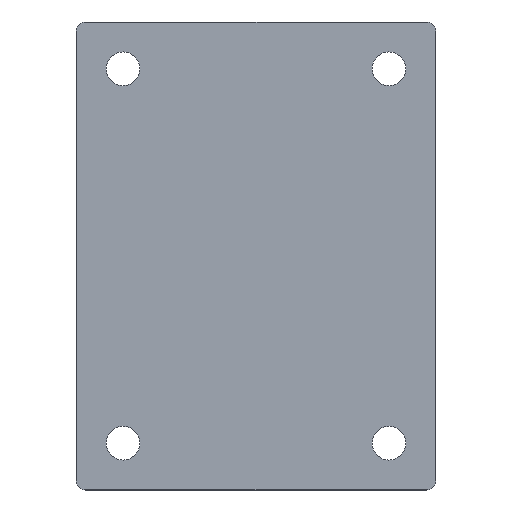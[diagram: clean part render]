
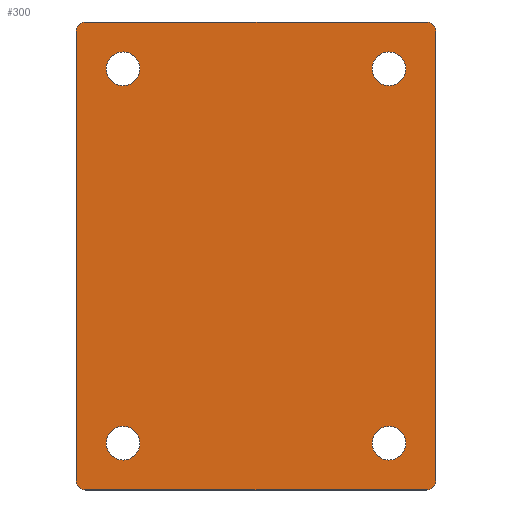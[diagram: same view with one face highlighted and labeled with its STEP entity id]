
A CAD part, top view. The second image highlights one B-rep face of the part: STEP entity #300.
In plain terms, the highlighted planar face has unit normal (0, 0, 1).
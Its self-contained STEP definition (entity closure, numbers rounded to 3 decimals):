
#3 = AXIS2_PLACEMENT_3D ( 'NONE', #592, #590, #589 ) ;
#4 = CIRCLE ( 'NONE', #38, 4.5 ) ;
#7 = VECTOR ( 'NONE', #319, 1000. ) ;
#9 = AXIS2_PLACEMENT_3D ( 'NONE', #342, #339, #338 ) ;
#13 = CIRCLE ( 'NONE', #28, 4.5 ) ;
#14 = AXIS2_PLACEMENT_3D ( 'NONE', #576, #574, #572 ) ;
#16 = CIRCLE ( 'NONE', #35, 4.5 ) ;
#25 = CIRCLE ( 'NONE', #9, 4.5 ) ;
#28 = AXIS2_PLACEMENT_3D ( 'NONE', #324, #322, #321 ) ;
#34 = VECTOR ( 'NONE', #636, 1000. ) ;
#35 = AXIS2_PLACEMENT_3D ( 'NONE', #647, #646, #645 ) ;
#36 = VECTOR ( 'NONE', #591, 1000. ) ;
#38 = AXIS2_PLACEMENT_3D ( 'NONE', #356, #355, #352 ) ;
#73 = AXIS2_PLACEMENT_3D ( 'NONE', #564, #562, #560 ) ;
#76 = AXIS2_PLACEMENT_3D ( 'NONE', #567, #566, #565 ) ;
#77 = AXIS2_PLACEMENT_3D ( 'NONE', #582, #581, #580 ) ;
#78 = CIRCLE ( 'NONE', #14, 2.5 ) ;
#79 = CIRCLE ( 'NONE', #3, 4.5 ) ;
#81 = AXIS2_PLACEMENT_3D ( 'NONE', #588, #587, #584 ) ;
#82 = CIRCLE ( 'NONE', #81, 2.5 ) ;
#83 = CIRCLE ( 'NONE', #84, 4.5 ) ;
#84 = AXIS2_PLACEMENT_3D ( 'NONE', #561, #559, #558 ) ;
#85 = AXIS2_PLACEMENT_3D ( 'NONE', #595, #594, #593 ) ;
#86 = CIRCLE ( 'NONE', #85, 4.5 ) ;
#88 = CIRCLE ( 'NONE', #95, 4.5 ) ;
#91 = CIRCLE ( 'NONE', #77, 2.5 ) ;
#95 = AXIS2_PLACEMENT_3D ( 'NONE', #573, #571, #568 ) ;
#97 = CIRCLE ( 'NONE', #76, 2.5 ) ;
#104 = VECTOR ( 'NONE', #658, 1000. ) ;
#116 = EDGE_CURVE ( 'NONE', #386, #401, #4, .T. ) ;
#119 = EDGE_CURVE ( 'NONE', #418, #391, #25, .T. ) ;
#122 = EDGE_CURVE ( 'NONE', #403, #396, #13, .T. ) ;
#123 = EDGE_CURVE ( 'NONE', #405, #414, #332, .T. ) ;
#129 = EDGE_CURVE ( 'NONE', #393, #402, #665, .T. ) ;
#134 = EDGE_CURVE ( 'NONE', #390, #387, #654, .T. ) ;
#136 = EDGE_CURVE ( 'NONE', #392, #394, #16, .T. ) ;
#140 = EDGE_CURVE ( 'NONE', #407, #406, #648, .T. ) ;
#151 = CARTESIAN_POINT ( 'NONE',  ( -45.5, 62.5, 0. ) ) ;
#171 = CARTESIAN_POINT ( 'NONE',  ( 48., 60., 0. ) ) ;
#172 = CARTESIAN_POINT ( 'NONE',  ( 31., -50., 0. ) ) ;
#173 = CARTESIAN_POINT ( 'NONE',  ( 45.5, 62.5, 0. ) ) ;
#175 = CARTESIAN_POINT ( 'NONE',  ( 48., -60., 0. ) ) ;
#178 = CARTESIAN_POINT ( 'NONE',  ( 31., 50., 0. ) ) ;
#188 = CARTESIAN_POINT ( 'NONE',  ( -48., -60., 0. ) ) ;
#206 = CARTESIAN_POINT ( 'NONE',  ( -48., 60., 0. ) ) ;
#214 = CARTESIAN_POINT ( 'NONE',  ( -45.5, -62.5, 0. ) ) ;
#219 = CARTESIAN_POINT ( 'NONE',  ( 45.5, -62.5, 0. ) ) ;
#226 = CARTESIAN_POINT ( 'NONE',  ( -31., -50., 0. ) ) ;
#246 = CARTESIAN_POINT ( 'NONE',  ( 40., 50., 0. ) ) ;
#255 = CARTESIAN_POINT ( 'NONE',  ( -40., -50., 0. ) ) ;
#266 = CARTESIAN_POINT ( 'NONE',  ( -40., 50., 0. ) ) ;
#268 = CARTESIAN_POINT ( 'NONE',  ( -31., 50., 0. ) ) ;
#279 = CARTESIAN_POINT ( 'NONE',  ( 40., -50., 0. ) ) ;
#292 = EDGE_CURVE ( 'NONE', #394, #392, #86, .T. ) ;
#293 = EDGE_CURVE ( 'NONE', #401, #386, #79, .T. ) ;
#294 = EDGE_CURVE ( 'NONE', #391, #418, #88, .T. ) ;
#295 = EDGE_CURVE ( 'NONE', #396, #403, #83, .T. ) ;
#296 = EDGE_CURVE ( 'NONE', #402, #405, #82, .T. ) ;
#297 = EDGE_CURVE ( 'NONE', #414, #407, #91, .T. ) ;
#298 = EDGE_CURVE ( 'NONE', #406, #390, #78, .T. ) ;
#299 = EDGE_CURVE ( 'NONE', #387, #393, #97, .T. ) ;
#300 = ADVANCED_FACE ( 'NONE', ( #570, #583, #577, #578, #569 ), #563, .F. ) ;
#319 = DIRECTION ( 'NONE',  ( 0., -1., 0. ) ) ;
#321 = DIRECTION ( 'NONE',  ( 1., 0., 0. ) ) ;
#322 = DIRECTION ( 'NONE',  ( 0., 0., 1. ) ) ;
#324 = CARTESIAN_POINT ( 'NONE',  ( -35.5, 50., 0. ) ) ;
#332 = LINE ( 'NONE', #351, #7 ) ;
#338 = DIRECTION ( 'NONE',  ( -1., 0., 0. ) ) ;
#339 = DIRECTION ( 'NONE',  ( 0., 0., 1. ) ) ;
#342 = CARTESIAN_POINT ( 'NONE',  ( 35.5, 50., 0. ) ) ;
#343 = ORIENTED_EDGE ( 'NONE', *, *, #134, .T. ) ;
#351 = CARTESIAN_POINT ( 'NONE',  ( -48., -62.5, 0. ) ) ;
#352 = DIRECTION ( 'NONE',  ( 1., 0., 0. ) ) ;
#355 = DIRECTION ( 'NONE',  ( 0., 0., 1. ) ) ;
#356 = CARTESIAN_POINT ( 'NONE',  ( 35.5, -50., 0. ) ) ;
#375 = ORIENTED_EDGE ( 'NONE', *, *, #140, .T. ) ;
#386 = VERTEX_POINT ( 'NONE', #172 ) ;
#387 = VERTEX_POINT ( 'NONE', #171 ) ;
#390 = VERTEX_POINT ( 'NONE', #175 ) ;
#391 = VERTEX_POINT ( 'NONE', #246 ) ;
#392 = VERTEX_POINT ( 'NONE', #255 ) ;
#393 = VERTEX_POINT ( 'NONE', #173 ) ;
#394 = VERTEX_POINT ( 'NONE', #226 ) ;
#396 = VERTEX_POINT ( 'NONE', #268 ) ;
#401 = VERTEX_POINT ( 'NONE', #279 ) ;
#402 = VERTEX_POINT ( 'NONE', #151 ) ;
#403 = VERTEX_POINT ( 'NONE', #266 ) ;
#405 = VERTEX_POINT ( 'NONE', #206 ) ;
#406 = VERTEX_POINT ( 'NONE', #219 ) ;
#407 = VERTEX_POINT ( 'NONE', #214 ) ;
#414 = VERTEX_POINT ( 'NONE', #188 ) ;
#418 = VERTEX_POINT ( 'NONE', #178 ) ;
#425 = EDGE_LOOP ( 'NONE', ( #464, #478 ) ) ;
#435 = EDGE_LOOP ( 'NONE', ( #473, #502, #490, #468, #375, #495, #343, #503 ) ) ;
#437 = EDGE_LOOP ( 'NONE', ( #452, #482 ) ) ;
#438 = EDGE_LOOP ( 'NONE', ( #492, #480 ) ) ;
#439 = EDGE_LOOP ( 'NONE', ( #483, #447 ) ) ;
#447 = ORIENTED_EDGE ( 'NONE', *, *, #119, .F. ) ;
#452 = ORIENTED_EDGE ( 'NONE', *, *, #295, .F. ) ;
#464 = ORIENTED_EDGE ( 'NONE', *, *, #293, .F. ) ;
#468 = ORIENTED_EDGE ( 'NONE', *, *, #297, .T. ) ;
#473 = ORIENTED_EDGE ( 'NONE', *, *, #129, .T. ) ;
#478 = ORIENTED_EDGE ( 'NONE', *, *, #116, .F. ) ;
#480 = ORIENTED_EDGE ( 'NONE', *, *, #136, .F. ) ;
#482 = ORIENTED_EDGE ( 'NONE', *, *, #122, .F. ) ;
#483 = ORIENTED_EDGE ( 'NONE', *, *, #294, .F. ) ;
#490 = ORIENTED_EDGE ( 'NONE', *, *, #123, .T. ) ;
#492 = ORIENTED_EDGE ( 'NONE', *, *, #292, .F. ) ;
#495 = ORIENTED_EDGE ( 'NONE', *, *, #298, .T. ) ;
#502 = ORIENTED_EDGE ( 'NONE', *, *, #296, .T. ) ;
#503 = ORIENTED_EDGE ( 'NONE', *, *, #299, .T. ) ;
#558 = DIRECTION ( 'NONE',  ( 1., 0., 0. ) ) ;
#559 = DIRECTION ( 'NONE',  ( 0., 0., 1. ) ) ;
#560 = DIRECTION ( 'NONE',  ( -1., 0., 0. ) ) ;
#561 = CARTESIAN_POINT ( 'NONE',  ( -35.5, 50., 0. ) ) ;
#562 = DIRECTION ( 'NONE',  ( 0., 0., -1. ) ) ;
#563 = PLANE ( 'NONE',  #73 ) ;
#564 = CARTESIAN_POINT ( 'NONE',  ( -48., 62.5, 0. ) ) ;
#565 = DIRECTION ( 'NONE',  ( -1., 0., 0. ) ) ;
#566 = DIRECTION ( 'NONE',  ( 0., 0., 1. ) ) ;
#567 = CARTESIAN_POINT ( 'NONE',  ( 45.5, 60., 0. ) ) ;
#568 = DIRECTION ( 'NONE',  ( -1., 0., 0. ) ) ;
#569 = FACE_OUTER_BOUND ( 'NONE', #435, .T. ) ;
#570 = FACE_BOUND ( 'NONE', #438, .T. ) ;
#571 = DIRECTION ( 'NONE',  ( 0., 0., 1. ) ) ;
#572 = DIRECTION ( 'NONE',  ( -1., 0., 0. ) ) ;
#573 = CARTESIAN_POINT ( 'NONE',  ( 35.5, 50., 0. ) ) ;
#574 = DIRECTION ( 'NONE',  ( 0., 0., 1. ) ) ;
#576 = CARTESIAN_POINT ( 'NONE',  ( 45.5, -60., 0. ) ) ;
#577 = FACE_BOUND ( 'NONE', #439, .T. ) ;
#578 = FACE_BOUND ( 'NONE', #437, .T. ) ;
#580 = DIRECTION ( 'NONE',  ( -1., 0., 0. ) ) ;
#581 = DIRECTION ( 'NONE',  ( 0., 0., 1. ) ) ;
#582 = CARTESIAN_POINT ( 'NONE',  ( -45.5, -60., 0. ) ) ;
#583 = FACE_BOUND ( 'NONE', #425, .T. ) ;
#584 = DIRECTION ( 'NONE',  ( -1., 0., 0. ) ) ;
#587 = DIRECTION ( 'NONE',  ( 0., 0., 1. ) ) ;
#588 = CARTESIAN_POINT ( 'NONE',  ( -45.5, 60., 0. ) ) ;
#589 = DIRECTION ( 'NONE',  ( 1., 0., 0. ) ) ;
#590 = DIRECTION ( 'NONE',  ( 0., 0., 1. ) ) ;
#591 = DIRECTION ( 'NONE',  ( -1., 0., 0. ) ) ;
#592 = CARTESIAN_POINT ( 'NONE',  ( 35.5, -50., 0. ) ) ;
#593 = DIRECTION ( 'NONE',  ( -1., 0., 0. ) ) ;
#594 = DIRECTION ( 'NONE',  ( 0., 0., 1. ) ) ;
#595 = CARTESIAN_POINT ( 'NONE',  ( -35.5, -50., 0. ) ) ;
#636 = DIRECTION ( 'NONE',  ( 1., 0., 0. ) ) ;
#638 = CARTESIAN_POINT ( 'NONE',  ( -48., -62.5, 0. ) ) ;
#645 = DIRECTION ( 'NONE',  ( -1., 0., 0. ) ) ;
#646 = DIRECTION ( 'NONE',  ( 0., 0., 1. ) ) ;
#647 = CARTESIAN_POINT ( 'NONE',  ( -35.5, -50., 0. ) ) ;
#648 = LINE ( 'NONE', #638, #34 ) ;
#649 = CARTESIAN_POINT ( 'NONE',  ( 48., -62.5, 0. ) ) ;
#654 = LINE ( 'NONE', #649, #104 ) ;
#658 = DIRECTION ( 'NONE',  ( 0., 1., 0. ) ) ;
#665 = LINE ( 'NONE', #666, #36 ) ;
#666 = CARTESIAN_POINT ( 'NONE',  ( -48., 62.5, 0. ) ) ;
